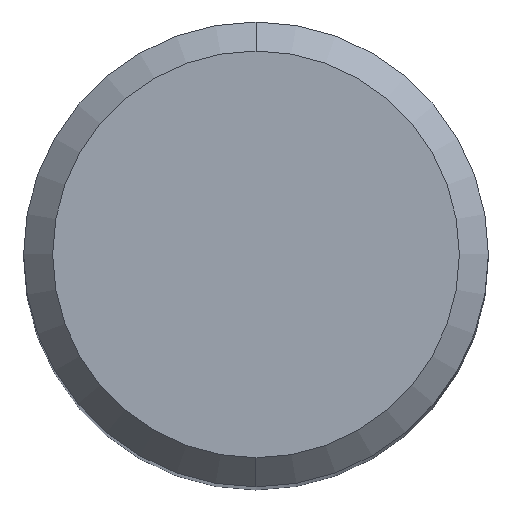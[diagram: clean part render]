
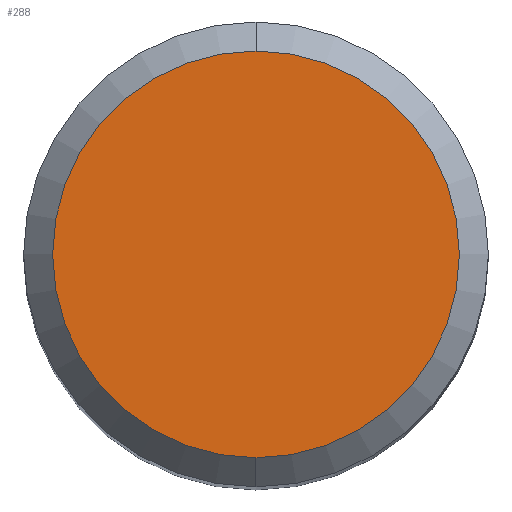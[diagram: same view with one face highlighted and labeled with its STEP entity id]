
A CAD part, top view. The second image highlights one B-rep face of the part: STEP entity #288.
In plain terms, the highlighted planar face has unit normal (0, 0, 1).
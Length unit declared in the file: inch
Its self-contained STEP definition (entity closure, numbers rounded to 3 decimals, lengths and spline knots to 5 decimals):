
#12 = FACE_OUTER_BOUND ( 'NONE', #407, .T. ) ;
#30 = DIRECTION ( 'NONE',  ( 0., 0., 1. ) ) ;
#32 = DIRECTION ( 'NONE',  ( 0., -1., 0. ) ) ;
#74 = DIRECTION ( 'NONE',  ( 0., 0., 1. ) ) ;
#132 = ORIENTED_EDGE ( 'NONE', *, *, #171, .T. ) ;
#139 = VERTEX_POINT ( 'NONE', #163 ) ;
#155 = DIRECTION ( 'NONE',  ( 0., -1., 0. ) ) ;
#158 = CARTESIAN_POINT ( 'NONE',  ( 0., 0., 0. ) ) ;
#159 = CARTESIAN_POINT ( 'NONE',  ( 0., 0.21875, 0. ) ) ;
#163 = CARTESIAN_POINT ( 'NONE',  ( 0., -0.21875, 0. ) ) ;
#171 = EDGE_CURVE ( 'NONE', #379, #139, #278, .T. ) ;
#172 = DIRECTION ( 'NONE',  ( 0., 1., 0. ) ) ;
#175 = CARTESIAN_POINT ( 'NONE',  ( 0., 0.21875, 0. ) ) ;
#227 = CIRCLE ( 'NONE', #413, 0.21875 ) ;
#272 = ORIENTED_EDGE ( 'NONE', *, *, #321, .T. ) ;
#278 = CIRCLE ( 'NONE', #316, 0.21875 ) ;
#288 = ADVANCED_FACE ( 'NONE', ( #12 ), #299, .F. ) ;
#299 = PLANE ( 'NONE',  #373 ) ;
#316 = AXIS2_PLACEMENT_3D ( 'NONE', #158, #30, #155 ) ;
#321 = EDGE_CURVE ( 'NONE', #139, #379, #227, .T. ) ;
#333 = DIRECTION ( 'NONE',  ( 0., 0., -1. ) ) ;
#355 = CARTESIAN_POINT ( 'NONE',  ( 0., 0., 0. ) ) ;
#373 = AXIS2_PLACEMENT_3D ( 'NONE', #175, #333, #172 ) ;
#379 = VERTEX_POINT ( 'NONE', #159 ) ;
#407 = EDGE_LOOP ( 'NONE', ( #132, #272 ) ) ;
#413 = AXIS2_PLACEMENT_3D ( 'NONE', #355, #74, #32 ) ;
